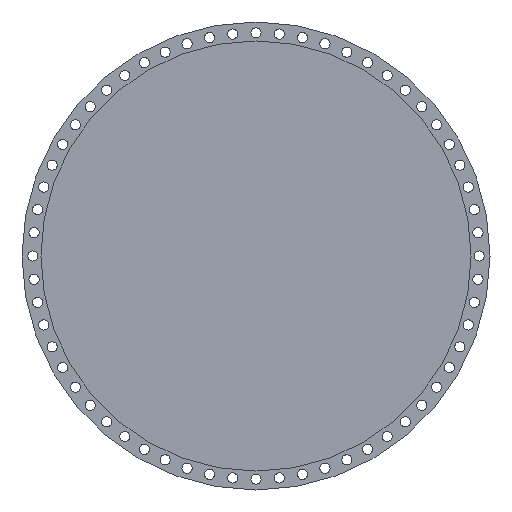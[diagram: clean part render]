
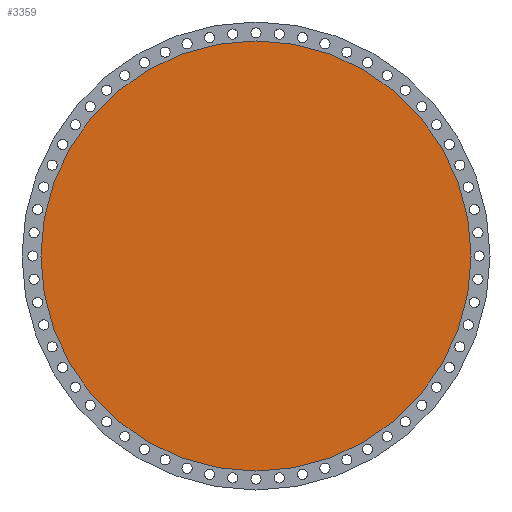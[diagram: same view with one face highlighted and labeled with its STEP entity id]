
A CAD part, left-side view. The second image highlights one B-rep face of the part: STEP entity #3359.
In plain terms, the highlighted planar face has unit normal (-1, 0, 0).
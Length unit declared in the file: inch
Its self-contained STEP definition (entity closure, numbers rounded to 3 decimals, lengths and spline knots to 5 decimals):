
#241 = EDGE_CURVE ( 'NONE', #2318, #1174, #539, .T. ) ;
#474 = ORIENTED_EDGE ( 'NONE', *, *, #241, .T. ) ;
#539 = CIRCLE ( 'NONE', #1530, 39.75 ) ;
#641 = CARTESIAN_POINT ( 'NONE',  ( 0., 0., 0. ) ) ;
#890 = CARTESIAN_POINT ( 'NONE',  ( 0., 0., 0. ) ) ;
#995 = DIRECTION ( 'NONE',  ( -1., 0., 0. ) ) ;
#1004 = DIRECTION ( 'NONE',  ( 0., 0., 1. ) ) ;
#1174 = VERTEX_POINT ( 'NONE', #3044 ) ;
#1339 = AXIS2_PLACEMENT_3D ( 'NONE', #890, #3791, #2883 ) ;
#1530 = AXIS2_PLACEMENT_3D ( 'NONE', #1767, #4266, #1004 ) ;
#1642 = AXIS2_PLACEMENT_3D ( 'NONE', #641, #995, #4583 ) ;
#1767 = CARTESIAN_POINT ( 'NONE',  ( 0., 0., 0. ) ) ;
#1793 = CIRCLE ( 'NONE', #1642, 39.75 ) ;
#2318 = VERTEX_POINT ( 'NONE', #4585 ) ;
#2699 = FACE_OUTER_BOUND ( 'NONE', #3858, .T. ) ;
#2883 = DIRECTION ( 'NONE',  ( 0., 0., 1. ) ) ;
#3044 = CARTESIAN_POINT ( 'NONE',  ( 0., 0., 39.75 ) ) ;
#3198 = EDGE_CURVE ( 'NONE', #1174, #2318, #1793, .T. ) ;
#3359 = ADVANCED_FACE ( 'NONE', ( #2699 ), #4149, .T. ) ;
#3791 = DIRECTION ( 'NONE',  ( -1., 0., 0. ) ) ;
#3858 = EDGE_LOOP ( 'NONE', ( #4344, #474 ) ) ;
#4149 = PLANE ( 'NONE',  #1339 ) ;
#4266 = DIRECTION ( 'NONE',  ( -1., 0., 0. ) ) ;
#4344 = ORIENTED_EDGE ( 'NONE', *, *, #3198, .T. ) ;
#4583 = DIRECTION ( 'NONE',  ( 0., 0., 1. ) ) ;
#4585 = CARTESIAN_POINT ( 'NONE',  ( 0., 0., -39.75 ) ) ;
